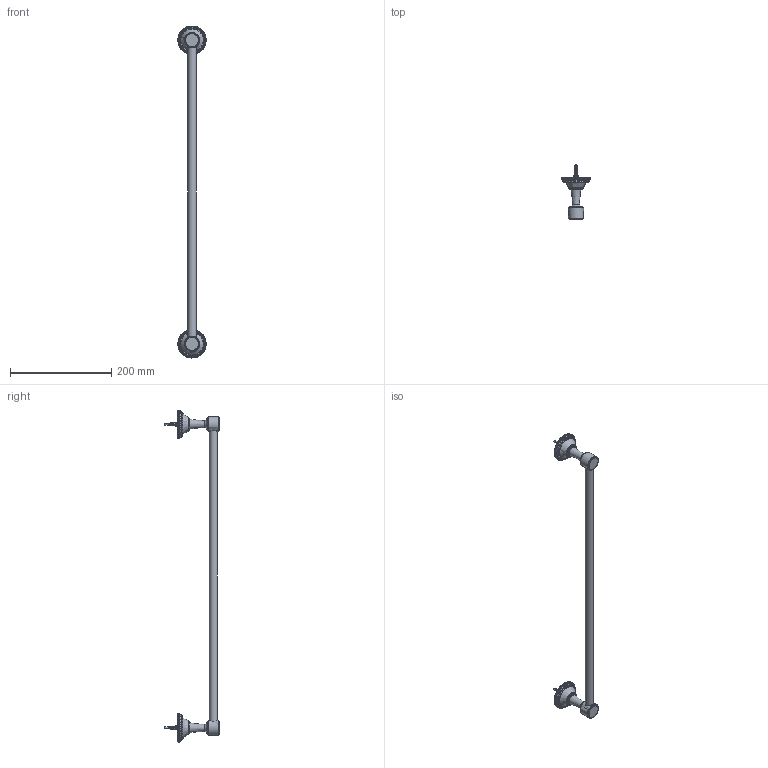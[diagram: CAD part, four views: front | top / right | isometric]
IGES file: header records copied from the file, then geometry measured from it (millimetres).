
Global section: file name: N6767; native system: Autodesk Inventor 2020; preprocessor: unknown; author: adaniels; date: 20220802.092038; units: millimetre
Bounding box: 55.99 x 109.5 x 655.99 mm (x, y, z)
Volume: 112872.6 mm3; surface area: 97444.6 mm2
Topology: 13 solids, 13 shells, 1524 faces, 3810 edges, 2314 vertices
Faces by surface type: bspline 1524
